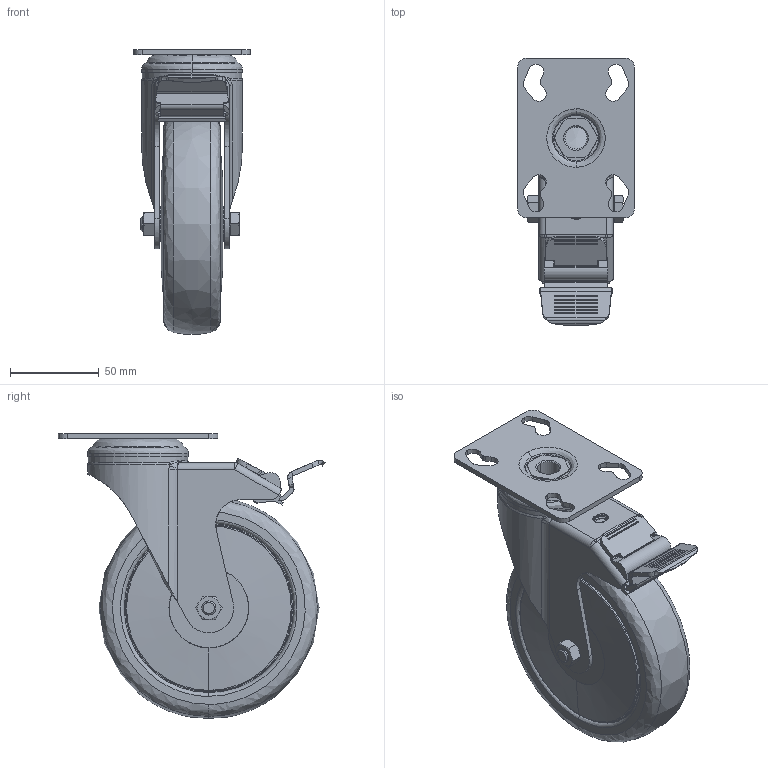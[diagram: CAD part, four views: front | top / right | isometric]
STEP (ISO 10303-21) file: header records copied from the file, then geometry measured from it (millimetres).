
FILE_DESCRIPTION (( 'STEP AP214' ), '1' );
FILE_NAME ('7420063', '2019-02-04T12:26:23', ( '' ), ('JUGARD+KÜNSTNER GmbH'), 'SwSTEP 2.0', 'SolidWorks 2017', '' );
FILE_SCHEMA (( 'AUTOMOTIVE_DESIGN' ));
Length unit declared in the file: millimetre
Products named in the file (1): 7420063_CNAJF00
Bounding box: 66 x 150.94 x 160.86 mm (x, y, z)
Volume: 485264.8 mm3; surface area: 90679.2 mm2
Topology: 3 solids, 3 shells, 958 faces, 2483 edges, 1541 vertices
Faces by surface type: cylinder 334, plane 317, bspline 237, cone 55, torus 15
Entity records: 49570 total; most frequent: CARTESIAN_POINT 17592, ORIENTED_EDGE 4946, DIRECTION 3861, EDGE_CURVE 2473, VERTEX_POINT 1541, AXIS2_PLACEMENT_3D 1408, VECTOR 1045, LINE 1045
